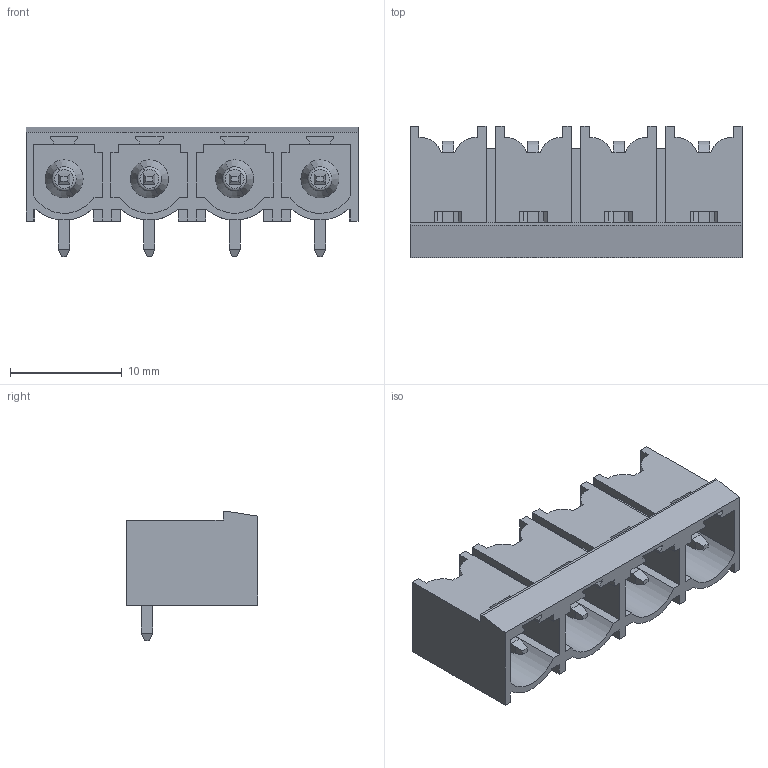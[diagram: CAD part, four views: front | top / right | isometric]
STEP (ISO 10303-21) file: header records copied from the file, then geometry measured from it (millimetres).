
FILE_DESCRIPTION(('CATIA V5 STEP Exchange','CAx-IF Rec.Pracs.--- Model Styling and Organization---1.2---2011-12-15'),'2;1');
FILE_NAME ('D1461080_0_1980390000_1980390000.stp','2018-11-14T10:45:37+00:00',('none'),('Weidmueller'),'CATIA Version 5-6 Release 2014','CATIA V5 STEP AP214','none');
FILE_SCHEMA(('AUTOMOTIVE_DESIGN { 1 0 10303 214 1 1 1 1 }'));
Length unit declared in the file: millimetre
Products named in the file (1): 1980390000
Bounding box: 29.66 x 11.75 x 11.6 mm (x, y, z)
Volume: 1076.6 mm3; surface area: 2796.6 mm2
Topology: 5 solids, 5 shells, 283 faces, 779 edges, 506 vertices
Faces by surface type: plane 235, cylinder 32, torus 8, cone 8
Entity records: 8074 total; most frequent: ORIENTED_EDGE 1558, CARTESIAN_POINT 1481, DIRECTION 1025, EDGE_CURVE 771, VECTOR 643, LINE 643, VERTEX_POINT 490, EDGE_LOOP 299
